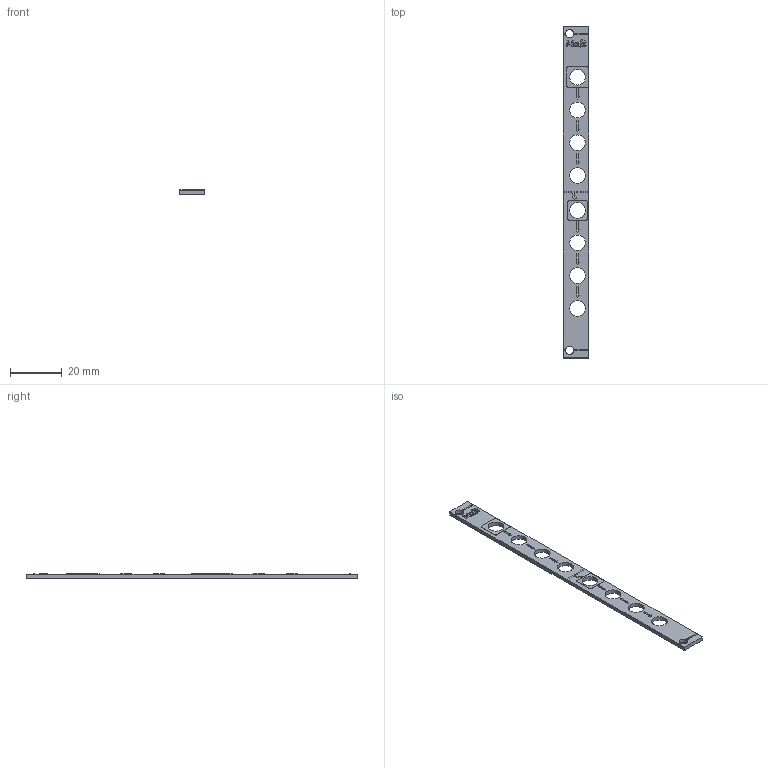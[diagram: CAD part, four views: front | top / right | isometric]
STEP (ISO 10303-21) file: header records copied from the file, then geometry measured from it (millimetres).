
FILE_DESCRIPTION (( 'STEP AP214' ), '1' );
FILE_NAME ('Buffered Multiple Frontplatte.STEP', '2023-07-13T04:18:35', ( '' ), ( '' ), 'SwSTEP 2.0', 'SolidWorks 2023', '' );
FILE_SCHEMA (( 'AUTOMOTIVE_DESIGN' ));
Length unit declared in the file: millimetre
Products named in the file (1): Buffered Multiple Frontplatte
Bounding box: 9.8 x 128.5 x 1.7 mm (x, y, z)
Volume: 1624.8 mm3; surface area: 2764.2 mm2
Topology: 1 solids, 1 shells, 218 faces, 600 edges, 400 vertices
Faces by surface type: plane 124, bspline 66, cylinder 28
Entity records: 9683 total; most frequent: CARTESIAN_POINT 4461, ORIENTED_EDGE 1200, DIRECTION 830, EDGE_CURVE 600, LINE 412, VECTOR 412, VERTEX_POINT 400, EDGE_LOOP 254
